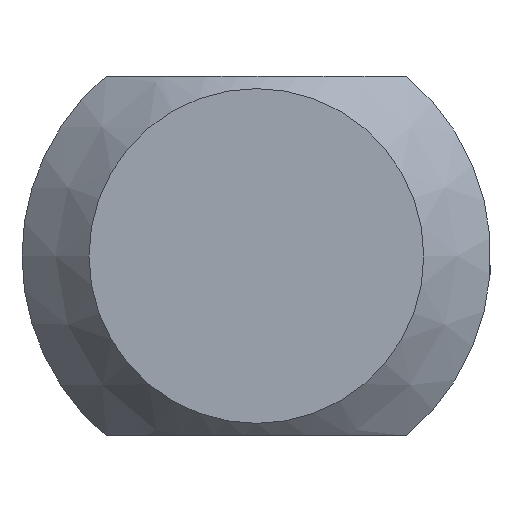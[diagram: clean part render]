
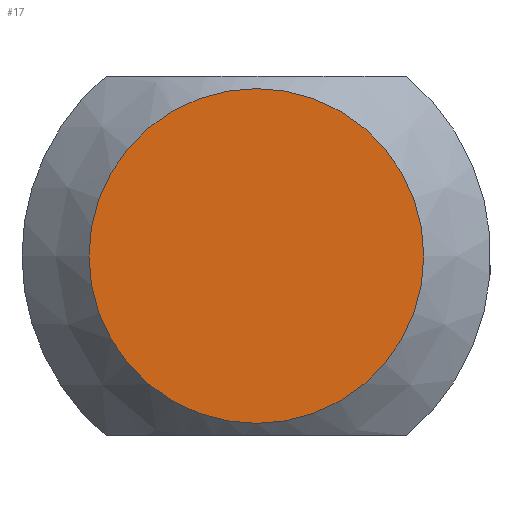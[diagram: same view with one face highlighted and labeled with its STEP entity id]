
A CAD part, left-side view. The second image highlights one B-rep face of the part: STEP entity #17.
In plain terms, the highlighted planar face has unit normal (-1, 0, 0).
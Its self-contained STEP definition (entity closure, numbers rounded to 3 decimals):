
#17 = ADVANCED_FACE('',(#18),#29,.F.);
#18 = FACE_BOUND('',#19,.T.);
#19 = EDGE_LOOP('',(#20));
#20 = ORIENTED_EDGE('',*,*,#21,.F.);
#21 = EDGE_CURVE('',#22,#22,#24,.T.);
#22 = VERTEX_POINT('',#23);
#23 = CARTESIAN_POINT('',(0.,5.08,0.));
#24 = CIRCLE('',#25,5.08);
#25 = AXIS2_PLACEMENT_3D('',#26,#27,#28);
#26 = CARTESIAN_POINT('',(0.,0.,0.));
#27 = DIRECTION('',(1.,0.,0.));
#28 = DIRECTION('',(0.,1.,0.));
#29 = PLANE('',#30);
#30 = AXIS2_PLACEMENT_3D('',#31,#32,#33);
#31 = CARTESIAN_POINT('',(0.,0.,0.));
#32 = DIRECTION('',(1.,0.,0.));
#33 = DIRECTION('',(0.,1.,0.));
